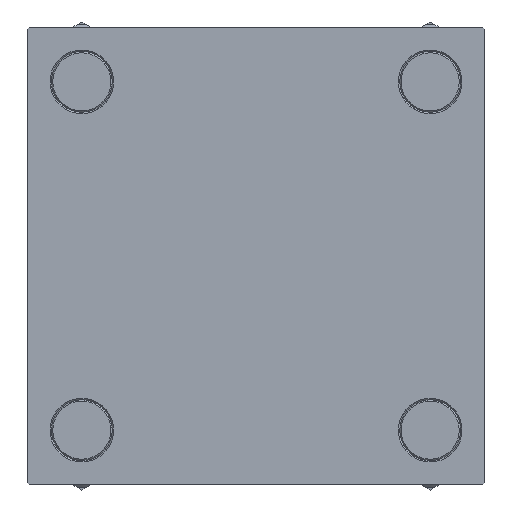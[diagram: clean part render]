
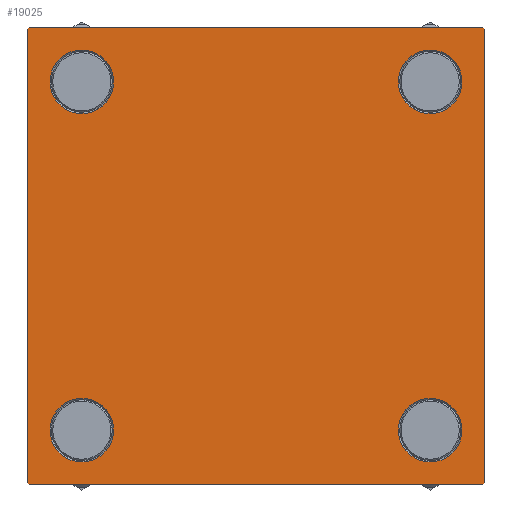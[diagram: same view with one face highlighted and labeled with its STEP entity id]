
A CAD part, left-side view. The second image highlights one B-rep face of the part: STEP entity #19025.
In plain terms, the highlighted planar face has unit normal (-1, 0, 0).
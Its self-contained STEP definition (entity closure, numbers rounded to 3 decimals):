
#59 = VERTEX_POINT ( 'NONE', #28350 ) ;
#415 = CARTESIAN_POINT ( 'NONE',  ( 0., -82.25, 82.25 ) ) ;
#490 = EDGE_CURVE ( 'NONE', #34861, #11042, #17942, .T. ) ;
#704 = CIRCLE ( 'NONE', #36448, 11.5 ) ;
#895 = DIRECTION ( 'NONE',  ( 0., 0., 1. ) ) ;
#1432 = FACE_BOUND ( 'NONE', #33760, .T. ) ;
#1536 = CIRCLE ( 'NONE', #38080, 11.5 ) ;
#1704 = EDGE_CURVE ( 'NONE', #47701, #22916, #35858, .T. ) ;
#2280 = LINE ( 'NONE', #25185, #29405 ) ;
#2905 = CARTESIAN_POINT ( 'NONE',  ( 0., -62.95, -51.45 ) ) ;
#3089 = AXIS2_PLACEMENT_3D ( 'NONE', #14030, #49618, #19598 ) ;
#3204 = VERTEX_POINT ( 'NONE', #38002 ) ;
#4014 = CARTESIAN_POINT ( 'NONE',  ( 0., -82.25, -82.25 ) ) ;
#5635 = CIRCLE ( 'NONE', #12962, 11.5 ) ;
#5889 = EDGE_CURVE ( 'NONE', #17187, #45961, #10871, .T. ) ;
#6442 = CARTESIAN_POINT ( 'NONE',  ( 0., 62.95, -62.95 ) ) ;
#6687 = DIRECTION ( 'NONE',  ( 1., 0., 0. ) ) ;
#6826 = ORIENTED_EDGE ( 'NONE', *, *, #43892, .T. ) ;
#8311 = DIRECTION ( 'NONE',  ( 0., 0.707, 0.707 ) ) ;
#8483 = CIRCLE ( 'NONE', #33672, 11.5 ) ;
#8753 = LINE ( 'NONE', #39774, #48193 ) ;
#9068 = FACE_BOUND ( 'NONE', #33926, .T. ) ;
#9824 = EDGE_LOOP ( 'NONE', ( #18795, #6826, #31472, #35266, #29557, #14979, #34274, #42043 ) ) ;
#10703 = AXIS2_PLACEMENT_3D ( 'NONE', #6442, #6687, #45841 ) ;
#10871 = CIRCLE ( 'NONE', #49823, 11.5 ) ;
#11042 = VERTEX_POINT ( 'NONE', #34097 ) ;
#11576 = CARTESIAN_POINT ( 'NONE',  ( 0., 62.95, 74.45 ) ) ;
#11696 = DIRECTION ( 'NONE',  ( 0., 0., 1. ) ) ;
#12391 = ORIENTED_EDGE ( 'NONE', *, *, #29869, .T. ) ;
#12903 = CARTESIAN_POINT ( 'NONE',  ( 0., -62.95, -62.95 ) ) ;
#12949 = EDGE_CURVE ( 'NONE', #14808, #59, #40925, .T. ) ;
#12962 = AXIS2_PLACEMENT_3D ( 'NONE', #42384, #34524, #27648 ) ;
#13217 = ORIENTED_EDGE ( 'NONE', *, *, #50015, .T. ) ;
#13552 = VERTEX_POINT ( 'NONE', #2905 ) ;
#13912 = CARTESIAN_POINT ( 'NONE',  ( 0., -62.95, 51.45 ) ) ;
#14030 = CARTESIAN_POINT ( 'NONE',  ( 0., -62.95, 62.95 ) ) ;
#14115 = CARTESIAN_POINT ( 'NONE',  ( 0., 82.5, -82.5 ) ) ;
#14545 = EDGE_LOOP ( 'NONE', ( #33461, #43172 ) ) ;
#14808 = VERTEX_POINT ( 'NONE', #38205 ) ;
#14979 = ORIENTED_EDGE ( 'NONE', *, *, #29813, .T. ) ;
#15006 = VECTOR ( 'NONE', #44502, 1000. ) ;
#15369 = CARTESIAN_POINT ( 'NONE',  ( 0., -82., 82.5 ) ) ;
#15638 = CARTESIAN_POINT ( 'NONE',  ( 0., -62.95, -74.45 ) ) ;
#16706 = DIRECTION ( 'NONE',  ( -1., 0., 0. ) ) ;
#17187 = VERTEX_POINT ( 'NONE', #29046 ) ;
#17541 = ORIENTED_EDGE ( 'NONE', *, *, #23849, .T. ) ;
#17942 = LINE ( 'NONE', #14115, #42215 ) ;
#18795 = ORIENTED_EDGE ( 'NONE', *, *, #12949, .T. ) ;
#19025 = ADVANCED_FACE ( 'NONE', ( #39838, #1432, #9068, #31961, #36024 ), #42715, .T. ) ;
#19179 = CARTESIAN_POINT ( 'NONE',  ( 0., 62.95, -51.45 ) ) ;
#19598 = DIRECTION ( 'NONE',  ( 0., 0., 1. ) ) ;
#20407 = VERTEX_POINT ( 'NONE', #32866 ) ;
#20730 = VERTEX_POINT ( 'NONE', #21122 ) ;
#20893 = EDGE_CURVE ( 'NONE', #37431, #13552, #29101, .T. ) ;
#21122 = CARTESIAN_POINT ( 'NONE',  ( 0., 82., 82.5 ) ) ;
#21284 = CARTESIAN_POINT ( 'NONE',  ( 0., 62.95, -74.45 ) ) ;
#21548 = CARTESIAN_POINT ( 'NONE',  ( 0., 82.25, -82.25 ) ) ;
#22299 = EDGE_CURVE ( 'NONE', #20407, #43141, #1536, .T. ) ;
#22588 = VECTOR ( 'NONE', #38616, 1000. ) ;
#22617 = EDGE_LOOP ( 'NONE', ( #44042, #17541 ) ) ;
#22771 = DIRECTION ( 'NONE',  ( 0., 0., 1. ) ) ;
#22916 = VERTEX_POINT ( 'NONE', #21284 ) ;
#23849 = EDGE_CURVE ( 'NONE', #45961, #17187, #36494, .T. ) ;
#24192 = EDGE_CURVE ( 'NONE', #11042, #38627, #30490, .T. ) ;
#24587 = CARTESIAN_POINT ( 'NONE',  ( 0., 0., 0. ) ) ;
#24612 = DIRECTION ( 'NONE',  ( 0., 0., 1. ) ) ;
#25185 = CARTESIAN_POINT ( 'NONE',  ( 0., 82.5, 82.5 ) ) ;
#25921 = DIRECTION ( 'NONE',  ( 1., 0., 0. ) ) ;
#26967 = VECTOR ( 'NONE', #29531, 1000. ) ;
#27392 = LINE ( 'NONE', #415, #27559 ) ;
#27481 = ORIENTED_EDGE ( 'NONE', *, *, #20893, .T. ) ;
#27559 = VECTOR ( 'NONE', #8311, 1000. ) ;
#27648 = DIRECTION ( 'NONE',  ( 0., 0., 1. ) ) ;
#27864 = CARTESIAN_POINT ( 'NONE',  ( 0., 62.95, -62.95 ) ) ;
#28350 = CARTESIAN_POINT ( 'NONE',  ( 0., 82.5, -82. ) ) ;
#28429 = DIRECTION ( 'NONE',  ( 1., 0., 0. ) ) ;
#28477 = EDGE_CURVE ( 'NONE', #43141, #20407, #704, .T. ) ;
#29007 = CARTESIAN_POINT ( 'NONE',  ( 0., 82.5, 82.5 ) ) ;
#29046 = CARTESIAN_POINT ( 'NONE',  ( 0., -62.95, 74.45 ) ) ;
#29101 = CIRCLE ( 'NONE', #46927, 11.5 ) ;
#29405 = VECTOR ( 'NONE', #33317, 1000. ) ;
#29531 = DIRECTION ( 'NONE',  ( 0., 0.707, -0.707 ) ) ;
#29557 = ORIENTED_EDGE ( 'NONE', *, *, #42075, .F. ) ;
#29749 = CARTESIAN_POINT ( 'NONE',  ( 0., -62.95, 62.95 ) ) ;
#29813 = EDGE_CURVE ( 'NONE', #3204, #30836, #27392, .T. ) ;
#29869 = EDGE_CURVE ( 'NONE', #13552, #37431, #5635, .T. ) ;
#30490 = LINE ( 'NONE', #4014, #22588 ) ;
#30836 = VERTEX_POINT ( 'NONE', #15369 ) ;
#31472 = ORIENTED_EDGE ( 'NONE', *, *, #490, .T. ) ;
#31961 = FACE_BOUND ( 'NONE', #14545, .T. ) ;
#32866 = CARTESIAN_POINT ( 'NONE',  ( 0., 62.95, 51.45 ) ) ;
#32994 = LINE ( 'NONE', #21548, #47377 ) ;
#33082 = DIRECTION ( 'NONE',  ( 0., 0., 1. ) ) ;
#33317 = DIRECTION ( 'NONE',  ( 0., -1., 0. ) ) ;
#33461 = ORIENTED_EDGE ( 'NONE', *, *, #28477, .T. ) ;
#33672 = AXIS2_PLACEMENT_3D ( 'NONE', #27864, #35992, #895 ) ;
#33760 = EDGE_LOOP ( 'NONE', ( #12391, #27481 ) ) ;
#33926 = EDGE_LOOP ( 'NONE', ( #39033, #13217 ) ) ;
#34097 = CARTESIAN_POINT ( 'NONE',  ( 0., -82., -82.5 ) ) ;
#34274 = ORIENTED_EDGE ( 'NONE', *, *, #39570, .F. ) ;
#34524 = DIRECTION ( 'NONE',  ( 1., 0., 0. ) ) ;
#34861 = VERTEX_POINT ( 'NONE', #49055 ) ;
#34963 = DIRECTION ( 'NONE',  ( 1., 0., 0. ) ) ;
#35266 = ORIENTED_EDGE ( 'NONE', *, *, #24192, .T. ) ;
#35858 = CIRCLE ( 'NONE', #10703, 11.5 ) ;
#35992 = DIRECTION ( 'NONE',  ( 1., 0., 0. ) ) ;
#36024 = FACE_OUTER_BOUND ( 'NONE', #9824, .T. ) ;
#36448 = AXIS2_PLACEMENT_3D ( 'NONE', #47574, #40709, #33082 ) ;
#36494 = CIRCLE ( 'NONE', #3089, 11.5 ) ;
#37053 = DIRECTION ( 'NONE',  ( 0., -0.707, -0.707 ) ) ;
#37151 = CARTESIAN_POINT ( 'NONE',  ( 0., 82.25, 82.25 ) ) ;
#37431 = VERTEX_POINT ( 'NONE', #15638 ) ;
#38002 = CARTESIAN_POINT ( 'NONE',  ( 0., -82.5, 82. ) ) ;
#38080 = AXIS2_PLACEMENT_3D ( 'NONE', #49978, #34963, #22771 ) ;
#38205 = CARTESIAN_POINT ( 'NONE',  ( 0., 82.5, 82. ) ) ;
#38616 = DIRECTION ( 'NONE',  ( 0., -0.707, 0.707 ) ) ;
#38627 = VERTEX_POINT ( 'NONE', #41202 ) ;
#38713 = EDGE_CURVE ( 'NONE', #20730, #14808, #40960, .T. ) ;
#39033 = ORIENTED_EDGE ( 'NONE', *, *, #1704, .T. ) ;
#39570 = EDGE_CURVE ( 'NONE', #20730, #30836, #2280, .T. ) ;
#39774 = CARTESIAN_POINT ( 'NONE',  ( 0., -82.5, 82.5 ) ) ;
#39838 = FACE_BOUND ( 'NONE', #22617, .T. ) ;
#40709 = DIRECTION ( 'NONE',  ( 1., 0., 0. ) ) ;
#40925 = LINE ( 'NONE', #29007, #15006 ) ;
#40960 = LINE ( 'NONE', #37151, #26967 ) ;
#41071 = DIRECTION ( 'NONE',  ( 0., -1., 0. ) ) ;
#41202 = CARTESIAN_POINT ( 'NONE',  ( 0., -82.5, -82. ) ) ;
#41425 = DIRECTION ( 'NONE',  ( 0., 0., 1. ) ) ;
#42033 = AXIS2_PLACEMENT_3D ( 'NONE', #24587, #16706, #11696 ) ;
#42043 = ORIENTED_EDGE ( 'NONE', *, *, #38713, .T. ) ;
#42075 = EDGE_CURVE ( 'NONE', #3204, #38627, #8753, .T. ) ;
#42215 = VECTOR ( 'NONE', #41071, 1000. ) ;
#42384 = CARTESIAN_POINT ( 'NONE',  ( 0., -62.95, -62.95 ) ) ;
#42715 = PLANE ( 'NONE',  #42033 ) ;
#43141 = VERTEX_POINT ( 'NONE', #11576 ) ;
#43172 = ORIENTED_EDGE ( 'NONE', *, *, #22299, .T. ) ;
#43843 = DIRECTION ( 'NONE',  ( 0., 0., -1. ) ) ;
#43892 = EDGE_CURVE ( 'NONE', #59, #34861, #32994, .T. ) ;
#44042 = ORIENTED_EDGE ( 'NONE', *, *, #5889, .T. ) ;
#44502 = DIRECTION ( 'NONE',  ( 0., 0., -1. ) ) ;
#45841 = DIRECTION ( 'NONE',  ( 0., 0., 1. ) ) ;
#45961 = VERTEX_POINT ( 'NONE', #13912 ) ;
#46927 = AXIS2_PLACEMENT_3D ( 'NONE', #12903, #28429, #24612 ) ;
#47377 = VECTOR ( 'NONE', #37053, 1000. ) ;
#47574 = CARTESIAN_POINT ( 'NONE',  ( 0., 62.95, 62.95 ) ) ;
#47701 = VERTEX_POINT ( 'NONE', #19179 ) ;
#48193 = VECTOR ( 'NONE', #43843, 1000. ) ;
#49055 = CARTESIAN_POINT ( 'NONE',  ( 0., 82., -82.5 ) ) ;
#49618 = DIRECTION ( 'NONE',  ( 1., 0., 0. ) ) ;
#49823 = AXIS2_PLACEMENT_3D ( 'NONE', #29749, #25921, #41425 ) ;
#49978 = CARTESIAN_POINT ( 'NONE',  ( 0., 62.95, 62.95 ) ) ;
#50015 = EDGE_CURVE ( 'NONE', #22916, #47701, #8483, .T. ) ;
